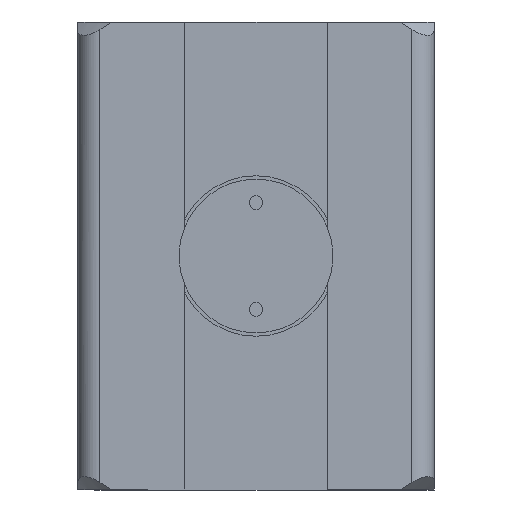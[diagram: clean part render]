
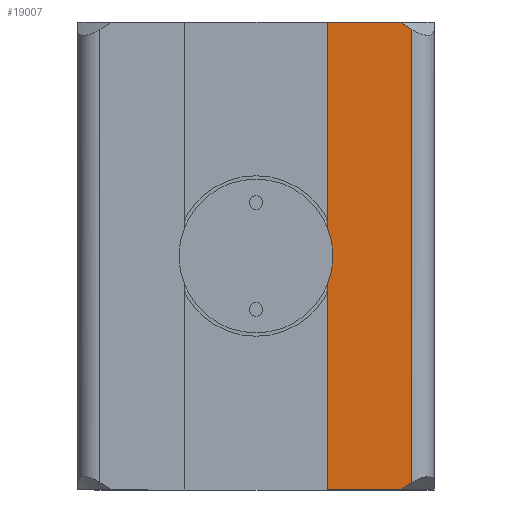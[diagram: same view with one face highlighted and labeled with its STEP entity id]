
A CAD part, front view. The second image highlights one B-rep face of the part: STEP entity #19007.
In plain terms, the highlighted planar face has unit normal (0, -1, 0).
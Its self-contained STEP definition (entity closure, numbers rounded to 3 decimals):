
#270 = VECTOR ( 'NONE', #21908, 1000. ) ;
#609 = CARTESIAN_POINT ( 'NONE',  ( 35., -40., -50.849 ) ) ;
#1108 = VERTEX_POINT ( 'NONE', #6489 ) ;
#1446 = CARTESIAN_POINT ( 'NONE',  ( 16., -40., 52.5 ) ) ;
#1565 = CARTESIAN_POINT ( 'NONE',  ( 40., -40., -52.5 ) ) ;
#2007 = CARTESIAN_POINT ( 'NONE',  ( 32.438, -40., 52.5 ) ) ;
#2174 = LINE ( 'NONE', #19854, #13984 ) ;
#2823 = DIRECTION ( 'NONE',  ( 0., 0., 1. ) ) ;
#3257 = DIRECTION ( 'NONE',  ( 0., 1., 0. ) ) ;
#3706 = VERTEX_POINT ( 'NONE', #16503 ) ;
#3866 = CARTESIAN_POINT ( 'NONE',  ( 32.438, -40., 52.5 ) ) ;
#4125 = EDGE_CURVE ( 'NONE', #27865, #29193, #36427, .T. ) ;
#5740 = ORIENTED_EDGE ( 'NONE', *, *, #7324, .F. ) ;
#6376 = DIRECTION ( 'NONE',  ( 0., 0., 1. ) ) ;
#6489 = CARTESIAN_POINT ( 'NONE',  ( 35., -40., 50.849 ) ) ;
#7324 = EDGE_CURVE ( 'NONE', #35853, #3706, #34008, .T. ) ;
#7650 = DIRECTION ( 'NONE',  ( 0., 1., 0. ) ) ;
#9413 = VERTEX_POINT ( 'NONE', #21812 ) ;
#9987 = DIRECTION ( 'NONE',  ( -1., 0., 0. ) ) ;
#12287 = DIRECTION ( 'NONE',  ( 0., 0., -1. ) ) ;
#12824 = VECTOR ( 'NONE', #12287, 1000. ) ;
#12850 = ORIENTED_EDGE ( 'NONE', *, *, #4125, .F. ) ;
#13124 = ORIENTED_EDGE ( 'NONE', *, *, #22950, .F. ) ;
#13403 = DIRECTION ( 'NONE',  ( -1., 0., 0. ) ) ;
#13525 = CARTESIAN_POINT ( 'NONE',  ( 34.152, -40., -51.408 ) ) ;
#13984 = VECTOR ( 'NONE', #31470, 1000. ) ;
#15565 = LINE ( 'NONE', #35753, #12824 ) ;
#15732 = CARTESIAN_POINT ( 'NONE',  ( 40., -40., 52.5 ) ) ;
#16045 = CARTESIAN_POINT ( 'NONE',  ( 32.438, -40., -52.5 ) ) ;
#16189 = VERTEX_POINT ( 'NONE', #609 ) ;
#16397 = CARTESIAN_POINT ( 'NONE',  ( 35., -40., -50.849 ) ) ;
#16503 = CARTESIAN_POINT ( 'NONE',  ( 16., -40., 52.5 ) ) ;
#18203 = FACE_OUTER_BOUND ( 'NONE', #25133, .T. ) ;
#18320 = AXIS2_PLACEMENT_3D ( 'NONE', #27357, #3257, #6376 ) ;
#19007 = ADVANCED_FACE ( 'NONE', ( #18203 ), #23532, .F. ) ;
#19196 = EDGE_CURVE ( 'NONE', #19696, #1108, #19981, .T. ) ;
#19696 = VERTEX_POINT ( 'NONE', #3866 ) ;
#19768 = AXIS2_PLACEMENT_3D ( 'NONE', #1446, #7650, #9987 ) ;
#19854 = CARTESIAN_POINT ( 'NONE',  ( 16., -40., 52.5 ) ) ;
#19981 = B_SPLINE_CURVE_WITH_KNOTS ( 'NONE', 3,
 ( #2007, #28828, #25422, #37453 ),
 .UNSPECIFIED., .F., .F.,
 ( 4, 4 ),
 ( 0., 0.003 ),
 .UNSPECIFIED. ) ;
#21613 = ORIENTED_EDGE ( 'NONE', *, *, #32344, .T. ) ;
#21621 = VECTOR ( 'NONE', #13403, 1000. ) ;
#21646 = EDGE_CURVE ( 'NONE', #1108, #16189, #15565, .T. ) ;
#21812 = CARTESIAN_POINT ( 'NONE',  ( 16., -40., -6.447 ) ) ;
#21908 = DIRECTION ( 'NONE',  ( -1., 0., 0. ) ) ;
#22796 = ORIENTED_EDGE ( 'NONE', *, *, #37878, .F. ) ;
#22950 = EDGE_CURVE ( 'NONE', #16189, #27865, #32565, .T. ) ;
#23532 = PLANE ( 'NONE',  #19768 ) ;
#25133 = EDGE_LOOP ( 'NONE', ( #26819, #21613, #5740, #27666, #22796, #12850, #13124, #30725 ) ) ;
#25422 = CARTESIAN_POINT ( 'NONE',  ( 34.152, -40., 51.408 ) ) ;
#25613 = CIRCLE ( 'NONE', #18320, 17.25 ) ;
#26819 = ORIENTED_EDGE ( 'NONE', *, *, #19196, .F. ) ;
#27357 = CARTESIAN_POINT ( 'NONE',  ( 0., -40., 0. ) ) ;
#27666 = ORIENTED_EDGE ( 'NONE', *, *, #37241, .T. ) ;
#27865 = VERTEX_POINT ( 'NONE', #30073 ) ;
#28828 = CARTESIAN_POINT ( 'NONE',  ( 33.298, -40., 51.959 ) ) ;
#29193 = VERTEX_POINT ( 'NONE', #37546 ) ;
#30073 = CARTESIAN_POINT ( 'NONE',  ( 32.438, -40., -52.5 ) ) ;
#30701 = CARTESIAN_POINT ( 'NONE',  ( 33.298, -40., -51.959 ) ) ;
#30725 = ORIENTED_EDGE ( 'NONE', *, *, #21646, .F. ) ;
#31127 = LINE ( 'NONE', #15732, #21621 ) ;
#31194 = VECTOR ( 'NONE', #2823, 1000. ) ;
#31470 = DIRECTION ( 'NONE',  ( 0., 0., 1. ) ) ;
#32113 = CARTESIAN_POINT ( 'NONE',  ( 16., -40., 6.447 ) ) ;
#32344 = EDGE_CURVE ( 'NONE', #19696, #3706, #31127, .T. ) ;
#32565 = B_SPLINE_CURVE_WITH_KNOTS ( 'NONE', 3,
 ( #16397, #13525, #30701, #16045 ),
 .UNSPECIFIED., .F., .F.,
 ( 4, 4 ),
 ( 0., 0.003 ),
 .UNSPECIFIED. ) ;
#34008 = LINE ( 'NONE', #37656, #31194 ) ;
#35753 = CARTESIAN_POINT ( 'NONE',  ( 35., -40., 52.5 ) ) ;
#35853 = VERTEX_POINT ( 'NONE', #32113 ) ;
#36427 = LINE ( 'NONE', #1565, #270 ) ;
#37241 = EDGE_CURVE ( 'NONE', #35853, #9413, #25613, .T. ) ;
#37453 = CARTESIAN_POINT ( 'NONE',  ( 35., -40., 50.849 ) ) ;
#37546 = CARTESIAN_POINT ( 'NONE',  ( 16., -40., -52.5 ) ) ;
#37656 = CARTESIAN_POINT ( 'NONE',  ( 16., -40., 52.5 ) ) ;
#37878 = EDGE_CURVE ( 'NONE', #29193, #9413, #2174, .T. ) ;
